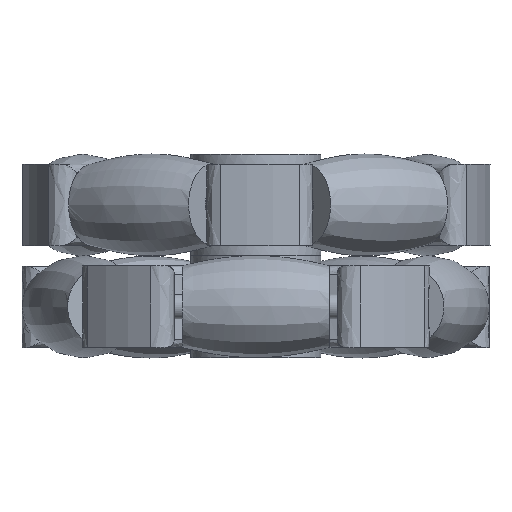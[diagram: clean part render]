
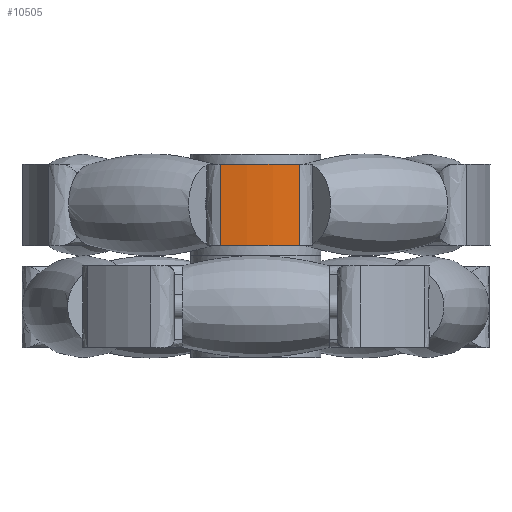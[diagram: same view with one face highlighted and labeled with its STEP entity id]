
A CAD part, top view. The second image highlights one B-rep face of the part: STEP entity #10505.
In plain terms, the highlighted free-form (B-spline) face has degree [2, 1] with [3, 2] control points.
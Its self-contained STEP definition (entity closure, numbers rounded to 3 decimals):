
#7633 = VERTEX_POINT('',#7634);
#7634 = CARTESIAN_POINT('',(7.212,3.376,
    38.492));
#7640 = EDGE_CURVE('',#7633,#7641,#7643,.T.);
#7641 = VERTEX_POINT('',#7642);
#7642 = CARTESIAN_POINT('',(-5.864,3.376,
    38.72));
#7643 = ( BOUNDED_CURVE() B_SPLINE_CURVE(2,(#7644,#7645,#7646),
.UNSPECIFIED.,.F.,.F.) B_SPLINE_CURVE_WITH_KNOTS((3,3),(0.775,
1.11),.PIECEWISE_BEZIER_KNOTS.) CURVE() 
GEOMETRIC_REPRESENTATION_ITEM() RATIONAL_B_SPLINE_CURVE((1.,
0.986,1.)) REPRESENTATION_ITEM('') );
#7644 = CARTESIAN_POINT('',(7.212,3.376,
    38.492));
#7645 = CARTESIAN_POINT('',(0.693,3.376,
    39.714));
#7646 = CARTESIAN_POINT('',(-5.864,3.376,
    38.72));
#8409 = VERTEX_POINT('',#8410);
#8410 = CARTESIAN_POINT('',(-5.864,16.88,
    38.72));
#8416 = EDGE_CURVE('',#8409,#8417,#8419,.T.);
#8417 = VERTEX_POINT('',#8418);
#8418 = CARTESIAN_POINT('',(7.212,16.88,
    38.492));
#8419 = ( BOUNDED_CURVE() B_SPLINE_CURVE(2,(#8420,#8421,#8422),
.UNSPECIFIED.,.F.,.F.) B_SPLINE_CURVE_WITH_KNOTS((3,3),(5.173,
5.508),.PIECEWISE_BEZIER_KNOTS.) CURVE() 
GEOMETRIC_REPRESENTATION_ITEM() RATIONAL_B_SPLINE_CURVE((1.,
0.986,1.)) REPRESENTATION_ITEM('') );
#8420 = CARTESIAN_POINT('',(-5.864,16.88,
    38.72));
#8421 = CARTESIAN_POINT('',(0.693,16.88,
    39.714));
#8422 = CARTESIAN_POINT('',(7.212,16.88,
    38.492));
#10090 = EDGE_CURVE('',#8417,#7633,#10091,.T.);
#10091 = B_SPLINE_CURVE_WITH_KNOTS('',1,(#10092,#10093),.UNSPECIFIED.,
  .F.,.F.,(2,2),(0.,10.),.PIECEWISE_BEZIER_KNOTS.);
#10092 = CARTESIAN_POINT('',(7.212,16.88,
    38.492));
#10093 = CARTESIAN_POINT('',(7.212,3.376,
    38.492));
#10505 = ADVANCED_FACE('',(#10506),#10516,.T.);
#10506 = FACE_BOUND('',#10507,.T.);
#10507 = EDGE_LOOP('',(#10508,#10509,#10510,#10515));
#10508 = ORIENTED_EDGE('',*,*,#10090,.F.);
#10509 = ORIENTED_EDGE('',*,*,#8416,.F.);
#10510 = ORIENTED_EDGE('',*,*,#10511,.F.);
#10511 = EDGE_CURVE('',#7641,#8409,#10512,.T.);
#10512 = B_SPLINE_CURVE_WITH_KNOTS('',1,(#10513,#10514),.UNSPECIFIED.,
  .F.,.F.,(2,2),(-10.,0.),.PIECEWISE_BEZIER_KNOTS.);
#10513 = CARTESIAN_POINT('',(-5.864,3.376,
    38.72));
#10514 = CARTESIAN_POINT('',(-5.864,16.88,
    38.72));
#10515 = ORIENTED_EDGE('',*,*,#7640,.F.);
#10516 = ( BOUNDED_SURFACE() B_SPLINE_SURFACE(2,1,(
    (#10517,#10518)
    ,(#10519,#10520)
    ,(#10521,#10522
)),.UNSPECIFIED.,.F.,.F.,.F.) B_SPLINE_SURFACE_WITH_KNOTS((3,3),(2,2),(
    0.775,1.11),(0.,10.),.PIECEWISE_BEZIER_KNOTS.) 
GEOMETRIC_REPRESENTATION_ITEM() RATIONAL_B_SPLINE_SURFACE((
    (1.,1.)
    ,(0.986,0.986)
,(1.,1.))) REPRESENTATION_ITEM('') SURFACE() );
#10517 = CARTESIAN_POINT('',(7.212,16.88,
    38.492));
#10518 = CARTESIAN_POINT('',(7.212,3.376,
    38.492));
#10519 = CARTESIAN_POINT('',(0.693,16.88,
    39.714));
#10520 = CARTESIAN_POINT('',(0.693,3.376,
    39.714));
#10521 = CARTESIAN_POINT('',(-5.864,16.88,
    38.72));
#10522 = CARTESIAN_POINT('',(-5.864,3.376,
    38.72));
